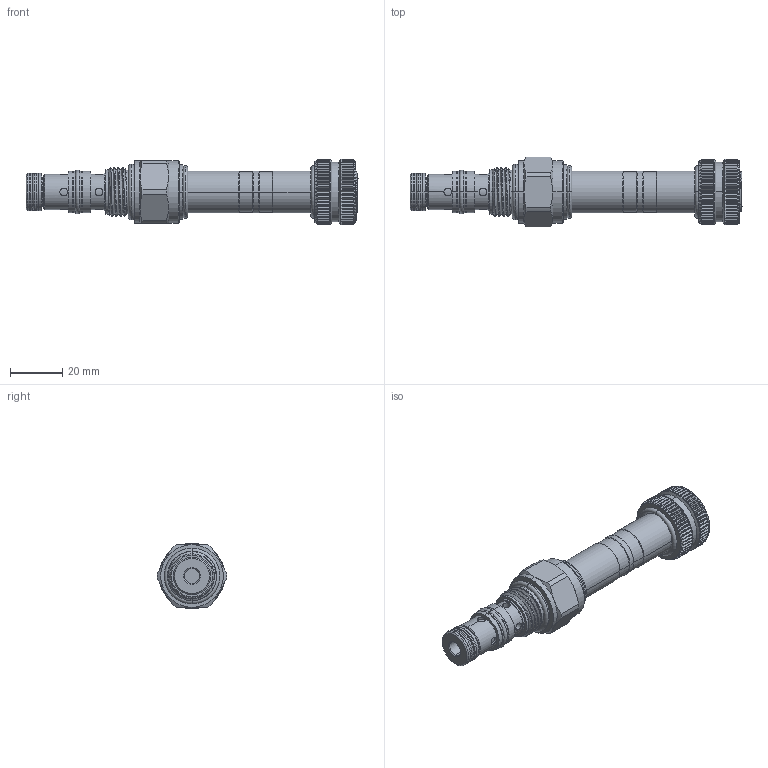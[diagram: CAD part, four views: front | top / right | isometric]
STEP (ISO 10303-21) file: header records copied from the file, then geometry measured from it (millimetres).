
FILE_DESCRIPTION (( 'STEP AP203' ), '1' );
FILE_NAME ('EP08W3C54N04.STEP', '2020-04-08T03:24:16', ( '' ), ( '' ), 'SwSTEP 2.0', 'SolidWorks 2018', '' );
FILE_SCHEMA (( 'CONFIG_CONTROL_DESIGN' ));
Length unit declared in the file: millimetre
Products named in the file (1): EP08W3C54N04
Bounding box: 126.8 x 26.66 x 25 mm (x, y, z)
Volume: 33537.3 mm3; surface area: 12112.2 mm2
Topology: 7 solids, 7 shells, 1035 faces, 2691 edges, 1697 vertices
Faces by surface type: cylinder 432, plane 427, cone 147, torus 20, bspline 9
Entity records: 36799 total; most frequent: CARTESIAN_POINT 12220, ORIENTED_EDGE 5382, DIRECTION 4857, EDGE_CURVE 2691, AXIS2_PLACEMENT_3D 1885, VERTEX_POINT 1697, LINE 1087, VECTOR 1087
